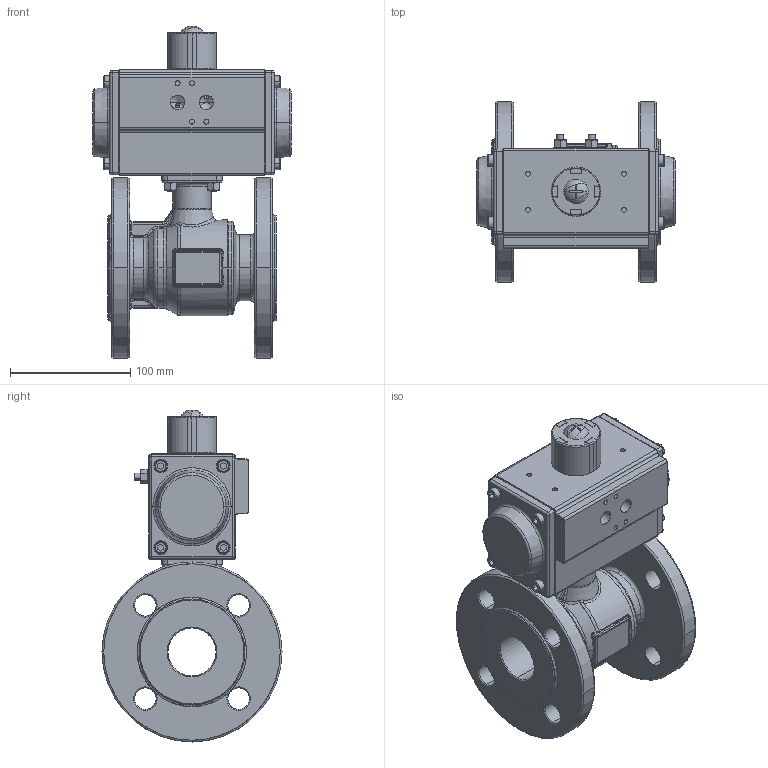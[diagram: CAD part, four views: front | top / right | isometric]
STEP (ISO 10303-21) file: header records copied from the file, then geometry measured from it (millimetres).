
FILE_DESCRIPTION(('HOOPS Exchange Step'),'2;1');
FILE_NAME('PK0400_DN40.stp','2025-04-09T13:32:27+02:00',('nieru'),('Unknown organisation'),'HOOPS Exchange 2024.2','HOOPS Exchange','Unknown authorisation');
FILE_SCHEMA( ('AP203_CONFIGURATION_CONTROLLED_3D_DESIGN_OF_MECHANICAL_PARTS_AND_ASSEMBLIES_MIM_LF') );
Length unit declared in the file: millimetre
Products named in the file (4): 0; root
Assembly tree (3 placements, depth 3):
  root
    0
      0
      0
Bounding box: 165 x 150 x 276.65 mm (x, y, z)
Volume: 640871.4 mm3; surface area: 277765.4 mm2
Topology: 33 solids, 1178 shells, 2093 faces, 7677 edges, 6740 vertices
Faces by surface type: cylinder 729, plane 532, bspline 357, torus 280, cone 145, sphere 50
Full cylindrical faces by diameter (mm): 5 x1
Entity records: 157086 total; most frequent: CARTESIAN_POINT 94405, DIRECTION 11696, ORIENTED_EDGE 9738, EDGE_CURVE 7571, VERTEX_POINT 6742, AXIS2_PLACEMENT_3D 4534, VECTOR 2628, LINE 2628
